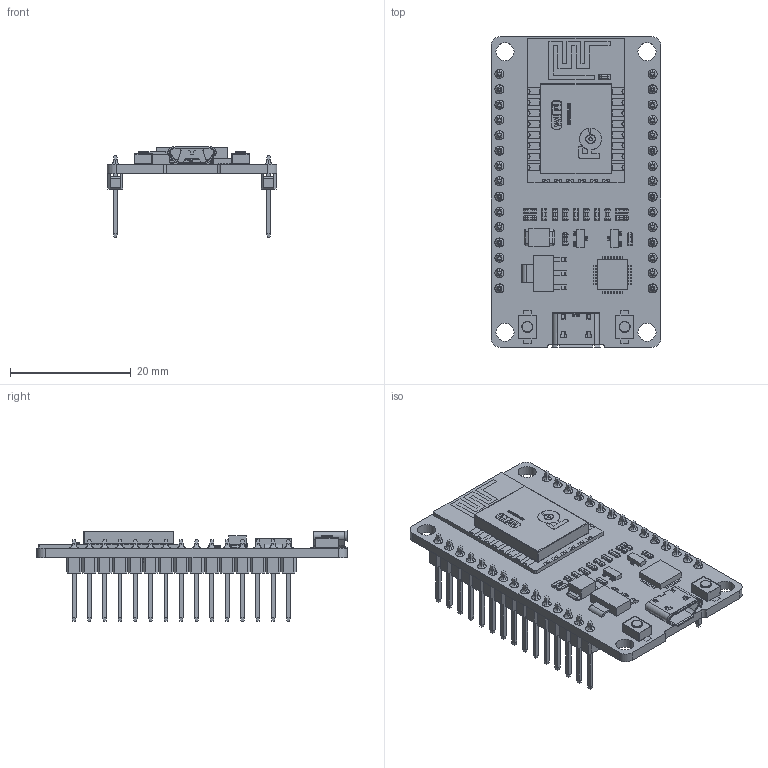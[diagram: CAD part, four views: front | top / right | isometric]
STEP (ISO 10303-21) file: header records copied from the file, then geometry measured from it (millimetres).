
FILE_DESCRIPTION(('STEP AP242'), '1');
FILE_NAME('esp32_dev_kit_v1_asm', '2023-05-23T20:54:29', (''), (''), 'C3D Converter', 'C3D Toolkit', '');
FILE_SCHEMA(('AP242_MANAGED_MODEL_BASED_3D_ENGINEERING_MIM_LF { 1 0 10303 442 1 1 4 }'));
Length unit declared in the file: millimetre
Products named in the file (15): ESP32_DEV_KIT_V1_ASM; PCB; PIN; WIFI_CARD_2; RECTANGULARCHIP_2; MICROCHIP_2; TANCHIP_2; TRANSISTOR_3-LEG_2; RESISTOR1_2; RESISTOR2-32_2; TRANSISTOR_3-LEG2_2; BUTTON_R_ASM; BUTTONFLASH-13_2; BUTTONFLASH-14_2; USB_SOCKET_2
Assembly tree (55 placements, depth 3):
  ESP32_DEV_KIT_V1_ASM
    PCB
    PIN  x30
    WIFI_CARD_2
    RECTANGULARCHIP_2
    MICROCHIP_2
    TANCHIP_2
    TRANSISTOR_3-LEG_2
    RESISTOR1_2  x11
    RESISTOR2-32_2  x2
    TRANSISTOR_3-LEG2_2
    BUTTON_R_ASM  x2
      BUTTONFLASH-13_2
      BUTTONFLASH-14_2
    USB_SOCKET_2
Bounding box: 28.15 x 51.5 x 15.01 mm (x, y, z)
Volume: 3532.3 mm3; surface area: 6863.9 mm2
Topology: 55 solids, 57 shells, 3677 faces, 9430 edges, 5995 vertices
Faces by surface type: plane 2379, cylinder 671, bspline 295, torus 137, extrusion 97, sphere 93, cone 4, revolution 1
Full cylindrical faces by diameter (mm): 0.8 x30, 1.75 x2, 1.8 x2, 3 x4
Entity records: 66343 total; most frequent: CARTESIAN_POINT 24648, ORIENTED_EDGE 6666, DIRECTION 5361, EDGE_CURVE 3333, VERTEX_POINT 2175, VECTOR 2052, LINE 1955, AXIS2_PLACEMENT_3D 1654
